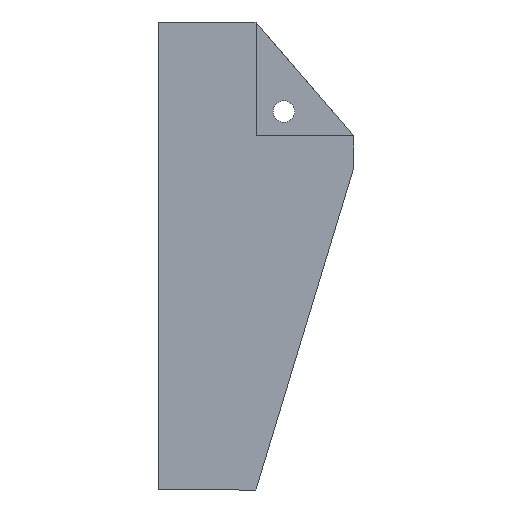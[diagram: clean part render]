
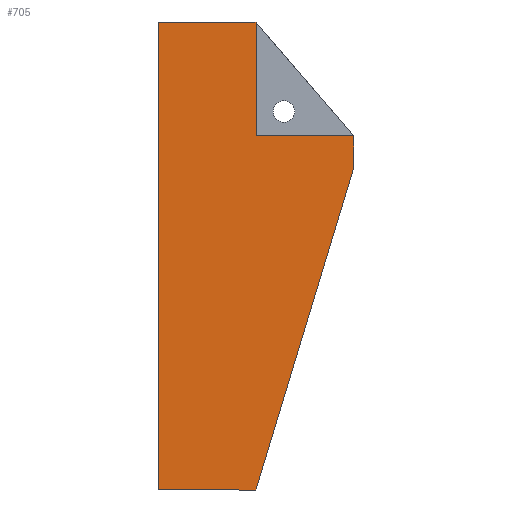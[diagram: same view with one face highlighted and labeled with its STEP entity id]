
A CAD part, left-side view. The second image highlights one B-rep face of the part: STEP entity #705.
In plain terms, the highlighted planar face has unit normal (-1, 0, 0).
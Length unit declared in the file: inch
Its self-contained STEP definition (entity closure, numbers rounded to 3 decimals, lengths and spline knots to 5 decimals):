
#51 = AXIS2_PLACEMENT_3D ( 'NONE', #2186, #1568, #2391 ) ;
#61 = ORIENTED_EDGE ( 'NONE', *, *, #1457, .T. ) ;
#95 = VECTOR ( 'NONE', #2555, 39.37008 ) ;
#208 = CARTESIAN_POINT ( 'NONE',  ( 2.69616, -0.59055, -6.08071 ) ) ;
#234 = CARTESIAN_POINT ( 'NONE',  ( 2.69616, 0., -6.08071 ) ) ;
#256 = DIRECTION ( 'NONE',  ( 0., 0., -1. ) ) ;
#465 = LINE ( 'NONE', #1309, #2361 ) ;
#479 = CARTESIAN_POINT ( 'NONE',  ( 2.69616, -1.1811, -4.13386 ) ) ;
#513 = EDGE_CURVE ( 'NONE', #544, #731, #694, .T. ) ;
#544 = VERTEX_POINT ( 'NONE', #479 ) ;
#550 = EDGE_CURVE ( 'NONE', #826, #2425, #1350, .T. ) ;
#587 = EDGE_CURVE ( 'NONE', #1804, #951, #465, .T. ) ;
#606 = CARTESIAN_POINT ( 'NONE',  ( 2.69616, 0., -3.24803 ) ) ;
#656 = CARTESIAN_POINT ( 'NONE',  ( 2.69616, 0., -6.08071 ) ) ;
#694 = LINE ( 'NONE', #723, #1135 ) ;
#705 = ADVANCED_FACE ( 'NONE', ( #937 ), #1363, .F. ) ;
#716 = LINE ( 'NONE', #2138, #95 ) ;
#723 = CARTESIAN_POINT ( 'NONE',  ( 2.69616, -1.1811, -3.93701 ) ) ;
#731 = VERTEX_POINT ( 'NONE', #2250 ) ;
#806 = ORIENTED_EDGE ( 'NONE', *, *, #1753, .T. ) ;
#822 = EDGE_CURVE ( 'NONE', #826, #1804, #1871, .T. ) ;
#826 = VERTEX_POINT ( 'NONE', #606 ) ;
#937 = FACE_OUTER_BOUND ( 'NONE', #1263, .T. ) ;
#951 = VERTEX_POINT ( 'NONE', #1305 ) ;
#985 = LINE ( 'NONE', #2045, #1453 ) ;
#1003 = VECTOR ( 'NONE', #1326, 39.37008 ) ;
#1135 = VECTOR ( 'NONE', #2117, 39.37008 ) ;
#1250 = ORIENTED_EDGE ( 'NONE', *, *, #822, .F. ) ;
#1257 = ORIENTED_EDGE ( 'NONE', *, *, #1506, .T. ) ;
#1263 = EDGE_LOOP ( 'NONE', ( #2644, #61, #806, #2683, #1257, #2194, #1250 ) ) ;
#1277 = VECTOR ( 'NONE', #2111, 39.37008 ) ;
#1305 = CARTESIAN_POINT ( 'NONE',  ( 2.69616, -0.59055, -3.93701 ) ) ;
#1309 = CARTESIAN_POINT ( 'NONE',  ( 2.69616, -0.59055, -3.24803 ) ) ;
#1326 = DIRECTION ( 'NONE',  ( 0., 0., -1. ) ) ;
#1350 = LINE ( 'NONE', #234, #1003 ) ;
#1363 = PLANE ( 'NONE',  #51 ) ;
#1453 = VECTOR ( 'NONE', #2268, 39.37008 ) ;
#1457 = EDGE_CURVE ( 'NONE', #2425, #2094, #1665, .T. ) ;
#1479 = CARTESIAN_POINT ( 'NONE',  ( 2.69616, -0.59055, -6.08071 ) ) ;
#1506 = EDGE_CURVE ( 'NONE', #731, #951, #716, .T. ) ;
#1568 = DIRECTION ( 'NONE',  ( 1., 0., 0. ) ) ;
#1665 = LINE ( 'NONE', #1479, #1277 ) ;
#1753 = EDGE_CURVE ( 'NONE', #2094, #544, #985, .T. ) ;
#1804 = VERTEX_POINT ( 'NONE', #1841 ) ;
#1841 = CARTESIAN_POINT ( 'NONE',  ( 2.69616, -0.59055, -3.24803 ) ) ;
#1871 = LINE ( 'NONE', #2084, #2230 ) ;
#2045 = CARTESIAN_POINT ( 'NONE',  ( 2.69616, -1.1811, -4.13386 ) ) ;
#2084 = CARTESIAN_POINT ( 'NONE',  ( 2.69616, -0.59055, -3.24803 ) ) ;
#2094 = VERTEX_POINT ( 'NONE', #208 ) ;
#2111 = DIRECTION ( 'NONE',  ( 0., -1., 0. ) ) ;
#2117 = DIRECTION ( 'NONE',  ( 0., 0., 1. ) ) ;
#2138 = CARTESIAN_POINT ( 'NONE',  ( 2.69616, 0., -3.93701 ) ) ;
#2186 = CARTESIAN_POINT ( 'NONE',  ( 2.69616, 0., 0. ) ) ;
#2194 = ORIENTED_EDGE ( 'NONE', *, *, #587, .F. ) ;
#2230 = VECTOR ( 'NONE', #2478, 39.37008 ) ;
#2250 = CARTESIAN_POINT ( 'NONE',  ( 2.69616, -1.1811, -3.93701 ) ) ;
#2268 = DIRECTION ( 'NONE',  ( 0., -0.29, 0.957 ) ) ;
#2361 = VECTOR ( 'NONE', #256, 39.37008 ) ;
#2391 = DIRECTION ( 'NONE',  ( 0., 0., -1. ) ) ;
#2425 = VERTEX_POINT ( 'NONE', #656 ) ;
#2478 = DIRECTION ( 'NONE',  ( 0., -1., 0. ) ) ;
#2555 = DIRECTION ( 'NONE',  ( 0., 1., 0. ) ) ;
#2644 = ORIENTED_EDGE ( 'NONE', *, *, #550, .T. ) ;
#2683 = ORIENTED_EDGE ( 'NONE', *, *, #513, .T. ) ;
